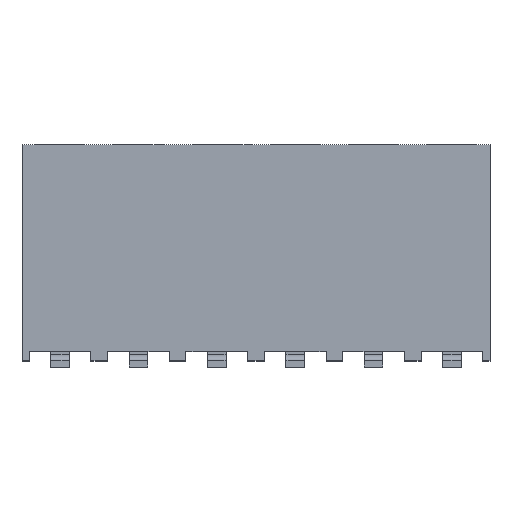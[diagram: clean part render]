
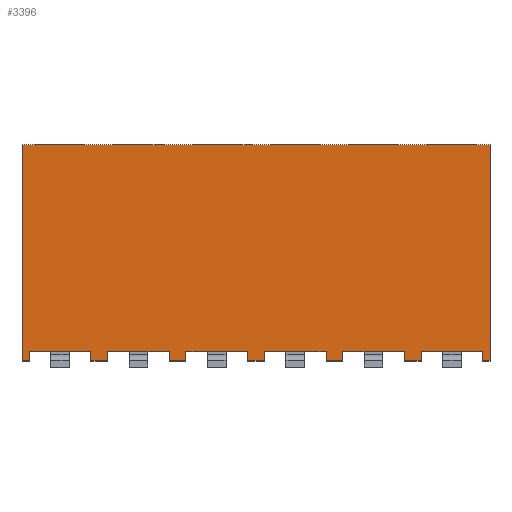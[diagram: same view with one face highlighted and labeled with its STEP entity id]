
A CAD part, top view. The second image highlights one B-rep face of the part: STEP entity #3396.
In plain terms, the highlighted planar face has unit normal (0, 0, 1).
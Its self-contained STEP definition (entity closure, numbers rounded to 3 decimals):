
#13=DIRECTION('',(-1.,0.,0.));
#14=VECTOR('',#13,15.16);
#15=CARTESIAN_POINT('',(7.58,0.,1.27));
#16=LINE('3838',#15,#14);
#113=DIRECTION('',(0.,-1.,0.));
#114=VECTOR('',#113,7.);
#115=CARTESIAN_POINT('',(-7.58,0.,1.27));
#116=LINE('3915',#115,#114);
#205=DIRECTION('',(-1.,0.,0.));
#206=VECTOR('',#205,0.23);
#207=CARTESIAN_POINT('',(7.58,-7.,1.27));
#208=LINE('3968',#207,#206);
#209=DIRECTION('',(0.,1.,0.));
#210=VECTOR('',#209,0.3);
#211=CARTESIAN_POINT('',(7.35,-7.,1.27));
#212=LINE('3962',#211,#210);
#213=DIRECTION('',(0.,-1.,0.));
#214=VECTOR('',#213,0.3);
#215=CARTESIAN_POINT('',(5.35,-6.7,1.27));
#216=LINE('3961',#215,#214);
#217=DIRECTION('',(-1.,0.,0.));
#218=VECTOR('',#217,0.54);
#219=CARTESIAN_POINT('',(5.35,-7.,1.27));
#220=LINE('3965',#219,#218);
#221=DIRECTION('',(0.,1.,0.));
#222=VECTOR('',#221,0.3);
#223=CARTESIAN_POINT('',(4.81,-7.,1.27));
#224=LINE('3947',#223,#222);
#225=DIRECTION('',(0.,-1.,0.));
#226=VECTOR('',#225,0.3);
#227=CARTESIAN_POINT('',(2.81,-6.7,1.27));
#228=LINE('3946',#227,#226);
#229=DIRECTION('',(-1.,0.,0.));
#230=VECTOR('',#229,0.54);
#231=CARTESIAN_POINT('',(2.81,-7.,1.27));
#232=LINE('3910',#231,#230);
#233=DIRECTION('',(0.,1.,0.));
#234=VECTOR('',#233,0.3);
#235=CARTESIAN_POINT('',(2.27,-7.,1.27));
#236=LINE('3943',#235,#234);
#237=DIRECTION('',(0.,-1.,0.));
#238=VECTOR('',#237,0.3);
#239=CARTESIAN_POINT('',(0.27,-6.7,1.27));
#240=LINE('3942',#239,#238);
#241=DIRECTION('',(-1.,0.,0.));
#242=VECTOR('',#241,0.54);
#243=CARTESIAN_POINT('',(0.27,-7.,1.27));
#244=LINE('3907',#243,#242);
#245=DIRECTION('',(0.,1.,0.));
#246=VECTOR('',#245,0.3);
#247=CARTESIAN_POINT('',(-0.27,-7.,1.27));
#248=LINE('3939',#247,#246);
#249=DIRECTION('',(0.,-1.,0.));
#250=VECTOR('',#249,0.3);
#251=CARTESIAN_POINT('',(-2.27,-6.7,1.27));
#252=LINE('3938',#251,#250);
#253=DIRECTION('',(-1.,0.,0.));
#254=VECTOR('',#253,0.54);
#255=CARTESIAN_POINT('',(-2.27,-7.,1.27));
#256=LINE('3903',#255,#254);
#257=DIRECTION('',(0.,1.,0.));
#258=VECTOR('',#257,0.3);
#259=CARTESIAN_POINT('',(-2.81,-7.,1.27));
#260=LINE('3935',#259,#258);
#261=DIRECTION('',(0.,-1.,0.));
#262=VECTOR('',#261,0.3);
#263=CARTESIAN_POINT('',(-4.81,-6.7,1.27));
#264=LINE('3934',#263,#262);
#265=DIRECTION('',(-1.,0.,0.));
#266=VECTOR('',#265,0.54);
#267=CARTESIAN_POINT('',(-4.81,-7.,1.27));
#268=LINE('3899',#267,#266);
#269=DIRECTION('',(0.,1.,0.));
#270=VECTOR('',#269,0.3);
#271=CARTESIAN_POINT('',(-5.35,-7.,1.27));
#272=LINE('3931',#271,#270);
#273=DIRECTION('',(0.,-1.,0.));
#274=VECTOR('',#273,0.3);
#275=CARTESIAN_POINT('',(-7.35,-6.7,1.27));
#276=LINE('3930',#275,#274);
#277=DIRECTION('',(-1.,0.,0.));
#278=VECTOR('',#277,0.23);
#279=CARTESIAN_POINT('',(-7.35,-7.,1.27));
#280=LINE('3913',#279,#278);
#281=DIRECTION('',(0.,1.,0.));
#282=VECTOR('',#281,7.);
#283=CARTESIAN_POINT('',(7.58,-7.,1.27));
#284=LINE('4098',#283,#282);
#305=DIRECTION('',(-1.,0.,0.));
#306=VECTOR('',#305,2.);
#307=CARTESIAN_POINT('',(7.35,-6.7,1.27));
#308=LINE('3959',#307,#306);
#401=DIRECTION('',(-1.,0.,0.));
#402=VECTOR('',#401,2.);
#403=CARTESIAN_POINT('',(-5.35,-6.7,1.27));
#404=LINE('3896',#403,#402);
#413=DIRECTION('',(-1.,0.,0.));
#414=VECTOR('',#413,2.);
#415=CARTESIAN_POINT('',(-2.81,-6.7,1.27));
#416=LINE('3898',#415,#414);
#425=DIRECTION('',(-1.,0.,0.));
#426=VECTOR('',#425,2.);
#427=CARTESIAN_POINT('',(-0.27,-6.7,1.27));
#428=LINE('3902',#427,#426);
#437=DIRECTION('',(-1.,0.,0.));
#438=VECTOR('',#437,2.);
#439=CARTESIAN_POINT('',(2.27,-6.7,1.27));
#440=LINE('3906',#439,#438);
#449=DIRECTION('',(-1.,0.,0.));
#450=VECTOR('',#449,2.);
#451=CARTESIAN_POINT('',(4.81,-6.7,1.27));
#452=LINE('3928',#451,#450);
#2449=CARTESIAN_POINT('',(-7.58,0.,1.27));
#2451=VERTEX_POINT('',#2449);
#2455=CARTESIAN_POINT('',(7.58,0.,1.27));
#2456=VERTEX_POINT('',#2455);
#2541=CARTESIAN_POINT('',(-5.35,-6.7,1.27));
#2542=CARTESIAN_POINT('',(-7.35,-6.7,1.27));
#2543=VERTEX_POINT('',#2541);
#2544=VERTEX_POINT('',#2542);
#2549=CARTESIAN_POINT('',(-2.81,-6.7,1.27));
#2550=CARTESIAN_POINT('',(-4.81,-6.7,1.27));
#2551=VERTEX_POINT('',#2549);
#2552=VERTEX_POINT('',#2550);
#2553=CARTESIAN_POINT('',(-4.81,-7.,1.27));
#2554=CARTESIAN_POINT('',(-5.35,-7.,1.27));
#2555=VERTEX_POINT('',#2553);
#2556=VERTEX_POINT('',#2554);
#2565=CARTESIAN_POINT('',(-0.27,-6.7,1.27));
#2566=CARTESIAN_POINT('',(-2.27,-6.7,1.27));
#2567=VERTEX_POINT('',#2565);
#2568=VERTEX_POINT('',#2566);
#2569=CARTESIAN_POINT('',(-2.27,-7.,1.27));
#2570=CARTESIAN_POINT('',(-2.81,-7.,1.27));
#2571=VERTEX_POINT('',#2569);
#2572=VERTEX_POINT('',#2570);
#2581=CARTESIAN_POINT('',(2.27,-6.7,1.27));
#2582=CARTESIAN_POINT('',(0.27,-6.7,1.27));
#2583=VERTEX_POINT('',#2581);
#2584=VERTEX_POINT('',#2582);
#2585=CARTESIAN_POINT('',(0.27,-7.,1.27));
#2586=CARTESIAN_POINT('',(-0.27,-7.,1.27));
#2587=VERTEX_POINT('',#2585);
#2588=VERTEX_POINT('',#2586);
#2597=CARTESIAN_POINT('',(2.81,-7.,1.27));
#2598=CARTESIAN_POINT('',(2.27,-7.,1.27));
#2599=VERTEX_POINT('',#2597);
#2600=VERTEX_POINT('',#2598);
#2605=CARTESIAN_POINT('',(-7.58,-7.,1.27));
#2607=VERTEX_POINT('',#2605);
#2609=CARTESIAN_POINT('',(-7.35,-7.,1.27));
#2610=VERTEX_POINT('',#2609);
#2629=CARTESIAN_POINT('',(4.81,-6.7,1.27));
#2630=CARTESIAN_POINT('',(2.81,-6.7,1.27));
#2631=VERTEX_POINT('',#2629);
#2632=VERTEX_POINT('',#2630);
#2633=CARTESIAN_POINT('',(4.81,-7.,1.27));
#2634=VERTEX_POINT('',#2633);
#2653=CARTESIAN_POINT('',(7.35,-7.,1.27));
#2655=VERTEX_POINT('',#2653);
#2657=CARTESIAN_POINT('',(7.35,-6.7,1.27));
#2658=CARTESIAN_POINT('',(5.35,-6.7,1.27));
#2659=VERTEX_POINT('',#2657);
#2660=VERTEX_POINT('',#2658);
#2665=CARTESIAN_POINT('',(5.35,-7.,1.27));
#2666=VERTEX_POINT('',#2665);
#2669=CARTESIAN_POINT('',(7.58,-7.,1.27));
#2671=VERTEX_POINT('',#2669);
#3336=CARTESIAN_POINT('',(7.58,0.,1.27));
#3337=DIRECTION('',(0.,0.,1.));
#3338=DIRECTION('',(-1.,0.,0.));
#3339=AXIS2_PLACEMENT_3D('',#3336,#3337,#3338);
#3340=PLANE('3580',#3339);
#3342=ORIENTED_EDGE('4098',*,*,#3341,.F.);
#3344=ORIENTED_EDGE('3968',*,*,#3343,.T.);
#3346=ORIENTED_EDGE('3962',*,*,#3345,.T.);
#3348=ORIENTED_EDGE('3959',*,*,#3347,.T.);
#3350=ORIENTED_EDGE('3961',*,*,#3349,.T.);
#3352=ORIENTED_EDGE('3965',*,*,#3351,.T.);
#3354=ORIENTED_EDGE('3947',*,*,#3353,.T.);
#3356=ORIENTED_EDGE('3928',*,*,#3355,.T.);
#3358=ORIENTED_EDGE('3946',*,*,#3357,.T.);
#3360=ORIENTED_EDGE('3910',*,*,#3359,.T.);
#3362=ORIENTED_EDGE('3943',*,*,#3361,.T.);
#3364=ORIENTED_EDGE('3906',*,*,#3363,.T.);
#3366=ORIENTED_EDGE('3942',*,*,#3365,.T.);
#3368=ORIENTED_EDGE('3907',*,*,#3367,.T.);
#3370=ORIENTED_EDGE('3939',*,*,#3369,.T.);
#3372=ORIENTED_EDGE('3902',*,*,#3371,.T.);
#3374=ORIENTED_EDGE('3938',*,*,#3373,.T.);
#3376=ORIENTED_EDGE('3903',*,*,#3375,.T.);
#3378=ORIENTED_EDGE('3935',*,*,#3377,.T.);
#3380=ORIENTED_EDGE('3898',*,*,#3379,.T.);
#3382=ORIENTED_EDGE('3934',*,*,#3381,.T.);
#3384=ORIENTED_EDGE('3899',*,*,#3383,.T.);
#3386=ORIENTED_EDGE('3931',*,*,#3385,.T.);
#3388=ORIENTED_EDGE('3896',*,*,#3387,.T.);
#3390=ORIENTED_EDGE('3930',*,*,#3389,.T.);
#3391=ORIENTED_EDGE('3913',*,*,#3328,.T.);
#3392=ORIENTED_EDGE('3915',*,*,#3253,.F.);
#3393=ORIENTED_EDGE('3838',*,*,#3180,.F.);
#3394=EDGE_LOOP('3580',(#3342,#3344,#3346,#3348,#3350,#3352,#3354,#3356,#3358,
#3360,#3362,#3364,#3366,#3368,#3370,#3372,#3374,#3376,#3378,#3380,#3382,#3384,
#3386,#3388,#3390,#3391,#3392,#3393));
#3395=FACE_OUTER_BOUND('3580',#3394,.F.);
#3396=ADVANCED_FACE('3580',(#3395),#3340,.T.);
#3180=EDGE_CURVE('3838',#2456,#2451,#16,.T.);
#3253=EDGE_CURVE('3915',#2451,#2607,#116,.T.);
#3328=EDGE_CURVE('3913',#2610,#2607,#280,.T.);
#3341=EDGE_CURVE('4098',#2671,#2456,#284,.T.);
#3343=EDGE_CURVE('3968',#2671,#2655,#208,.T.);
#3345=EDGE_CURVE('3962',#2655,#2659,#212,.T.);
#3347=EDGE_CURVE('3959',#2659,#2660,#308,.T.);
#3349=EDGE_CURVE('3961',#2660,#2666,#216,.T.);
#3351=EDGE_CURVE('3965',#2666,#2634,#220,.T.);
#3353=EDGE_CURVE('3947',#2634,#2631,#224,.T.);
#3355=EDGE_CURVE('3928',#2631,#2632,#452,.T.);
#3357=EDGE_CURVE('3946',#2632,#2599,#228,.T.);
#3359=EDGE_CURVE('3910',#2599,#2600,#232,.T.);
#3361=EDGE_CURVE('3943',#2600,#2583,#236,.T.);
#3363=EDGE_CURVE('3906',#2583,#2584,#440,.T.);
#3365=EDGE_CURVE('3942',#2584,#2587,#240,.T.);
#3367=EDGE_CURVE('3907',#2587,#2588,#244,.T.);
#3369=EDGE_CURVE('3939',#2588,#2567,#248,.T.);
#3371=EDGE_CURVE('3902',#2567,#2568,#428,.T.);
#3373=EDGE_CURVE('3938',#2568,#2571,#252,.T.);
#3375=EDGE_CURVE('3903',#2571,#2572,#256,.T.);
#3377=EDGE_CURVE('3935',#2572,#2551,#260,.T.);
#3379=EDGE_CURVE('3898',#2551,#2552,#416,.T.);
#3381=EDGE_CURVE('3934',#2552,#2555,#264,.T.);
#3383=EDGE_CURVE('3899',#2555,#2556,#268,.T.);
#3385=EDGE_CURVE('3931',#2556,#2543,#272,.T.);
#3387=EDGE_CURVE('3896',#2543,#2544,#404,.T.);
#3389=EDGE_CURVE('3930',#2544,#2610,#276,.T.);
